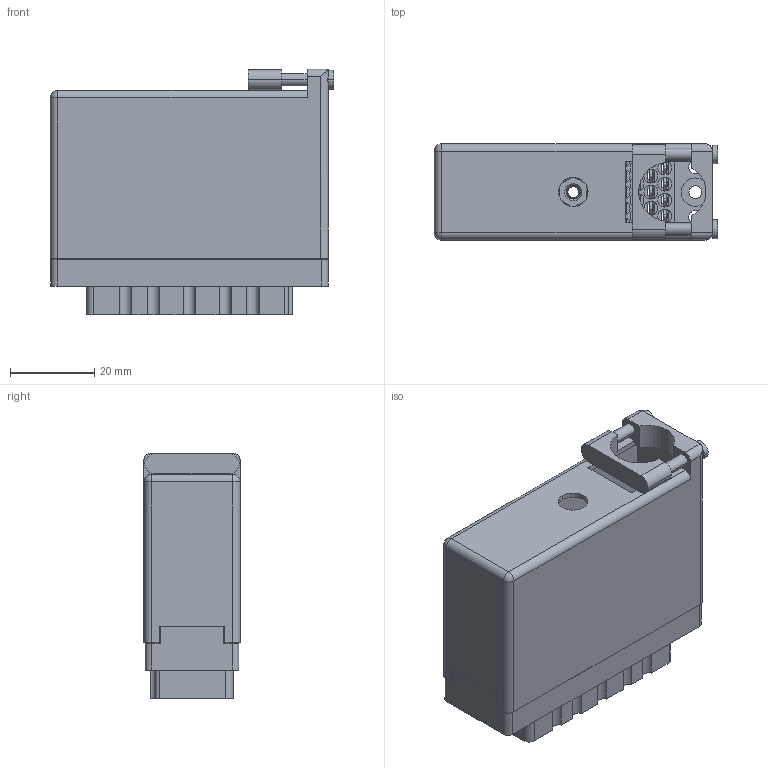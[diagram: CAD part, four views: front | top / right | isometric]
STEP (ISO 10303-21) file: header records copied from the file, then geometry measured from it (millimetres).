
FILE_DESCRIPTION (( 'STEP AP203' ), '1' );
FILE_NAME ('516-056-520-266.STEP', '2020-03-05T23:37:36', ( '' ), ( '' ), 'SwSTEP 2.0', 'SolidWorks 2016', '' );
FILE_SCHEMA (( 'CONFIG_CONTROL_DESIGN' ));
Length unit declared in the file: inch
Products named in the file (5): 516 Part Receptacle_056; 516-056-520-266; 516-252-035-100_516-252-035-100; 516-230-001_Metal - 056 Top Entry; 516-292-001_520 Contact
Assembly tree (59 placements, depth 2):
  516-056-520-266
    516 Part Receptacle_056
    516-292-001_520 Contact  x56
    516-230-001_Metal - 056 Top Entry
    516-252-035-100_516-252-035-100
Bounding box: 67.31 x 22.83 x 58.34 mm (x, y, z)
Volume: 26704.8 mm3; surface area: 46088.2 mm2
Topology: 59 solids, 59 shells, 5414 faces, 15702 edges, 10422 vertices
Faces by surface type: plane 3289, cylinder 1769, bspline 342, cone 12, sphere 2
Entity records: 53358 total; most frequent: CARTESIAN_POINT 11381, ORIENTED_EDGE 8520, DIRECTION 8280, EDGE_CURVE 4260, VECTOR 3068, LINE 3068, VERTEX_POINT 2832, AXIS2_PLACEMENT_3D 2606
